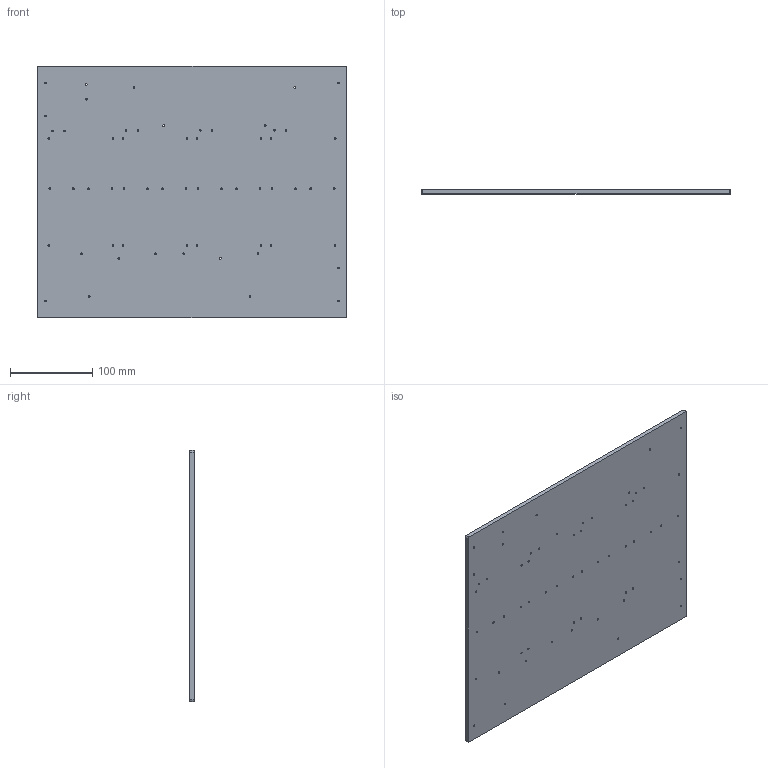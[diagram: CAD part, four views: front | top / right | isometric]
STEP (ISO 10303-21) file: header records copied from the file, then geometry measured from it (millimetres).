
FILE_DESCRIPTION(/* description */ (''),/* implementation_level */ '2;1');
FILE_NAME(/* name */ 'Heatsink joiner plate.stp',/* time_stamp */ '2025-04-27T18:39:06+02:00',/* author */ ('Carsten Grøn'),/* organization */ (''),/* preprocessor_version */ 'ST-DEVELOPER v18',/* originating_system */ 'Autodesk Inventor 2020',/* authorisation */ '');
FILE_SCHEMA (('CONFIG_CONTROL_DESIGN'));
Length unit declared in the file: millimetre
Products named in the file (1): Heatsink joiner plate
Bounding box: 376 x 5 x 305 mm (x, y, z)
Volume: 572440.4 mm3; surface area: 237653.9 mm2
Topology: 1 solids, 1 shells, 70 faces, 264 edges, 196 vertices
Faces by surface type: cylinder 64, plane 6
Full cylindrical faces by diameter (mm): 2 x60
Entity records: 3277 total; most frequent: DIRECTION 594, CARTESIAN_POINT 531, ORIENTED_EDGE 528, EDGE_CURVE 264, AXIS2_PLACEMENT_3D 259, VERTEX_POINT 196, EDGE_LOOP 190, CIRCLE 188
